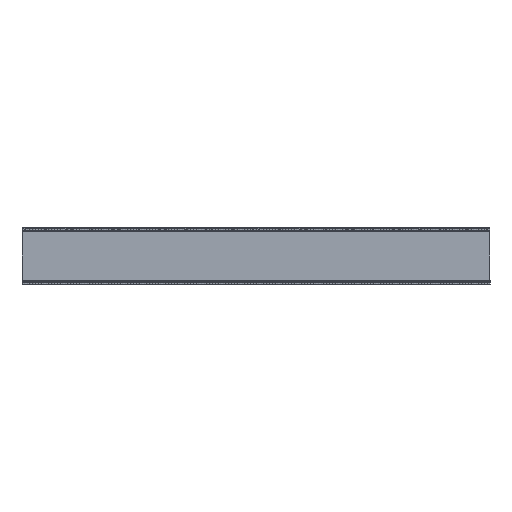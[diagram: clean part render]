
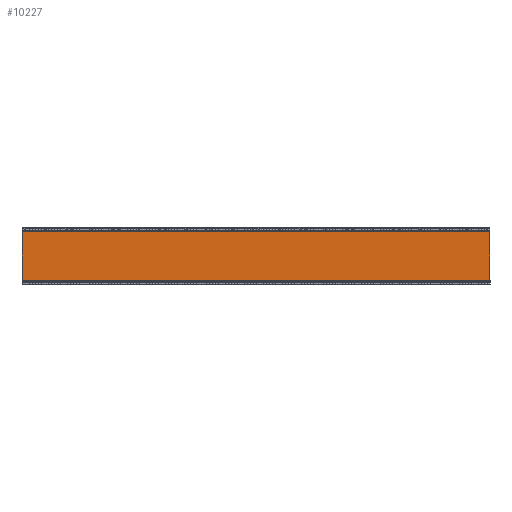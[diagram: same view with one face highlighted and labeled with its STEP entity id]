
A CAD part, front view. The second image highlights one B-rep face of the part: STEP entity #10227.
In plain terms, the highlighted face is planar.
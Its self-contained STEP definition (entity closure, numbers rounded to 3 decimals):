
#1023=PLANE('',#10969);
#1506=FACE_OUTER_BOUND('',#1998,.T.);
#1998=EDGE_LOOP('',(#9732,#9733,#9734,#9735));
#3265=LINE('',#16347,#4543);
#3269=LINE('',#16355,#4547);
#3272=LINE('',#16361,#4550);
#3275=LINE('',#16366,#4553);
#4543=VECTOR('',#13487,10.);
#4547=VECTOR('',#13493,10.);
#4550=VECTOR('',#13498,10.);
#4553=VECTOR('',#13503,10.);
#5543=VERTEX_POINT('',#16345);
#5544=VERTEX_POINT('',#16346);
#5547=VERTEX_POINT('',#16354);
#5549=VERTEX_POINT('',#16360);
#6934=EDGE_CURVE('',#5543,#5544,#3265,.T.);
#6938=EDGE_CURVE('',#5547,#5543,#3269,.T.);
#6941=EDGE_CURVE('',#5549,#5547,#3272,.T.);
#6944=EDGE_CURVE('',#5544,#5549,#3275,.T.);
#9732=ORIENTED_EDGE('',*,*,#6944,.F.);
#9733=ORIENTED_EDGE('',*,*,#6934,.F.);
#9734=ORIENTED_EDGE('',*,*,#6938,.F.);
#9735=ORIENTED_EDGE('',*,*,#6941,.F.);
#10227=ADVANCED_FACE('',(#1506),#1023,.F.);
#10969=AXIS2_PLACEMENT_3D('',#16369,#13507,#13508);
#13487=DIRECTION('',(0.,-1.,0.));
#13493=DIRECTION('',(-1.,0.,0.));
#13498=DIRECTION('',(0.,1.,0.));
#13503=DIRECTION('',(1.,0.,0.));
#13507=DIRECTION('center_axis',(0.,0.,1.));
#13508=DIRECTION('ref_axis',(1.,0.,0.));
#16345=CARTESIAN_POINT('',(0.,0.,0.));
#16346=CARTESIAN_POINT('',(0.,-242.729,0.));
#16347=CARTESIAN_POINT('',(0.,0.,0.));
#16354=CARTESIAN_POINT('',(2010.346,0.,0.));
#16355=CARTESIAN_POINT('',(2010.346,0.,0.));
#16360=CARTESIAN_POINT('',(2010.346,-242.729,0.));
#16361=CARTESIAN_POINT('',(2010.346,-242.729,0.));
#16366=CARTESIAN_POINT('',(0.,-242.729,0.));
#16369=CARTESIAN_POINT('Origin',(1005.173,-121.365,0.));
